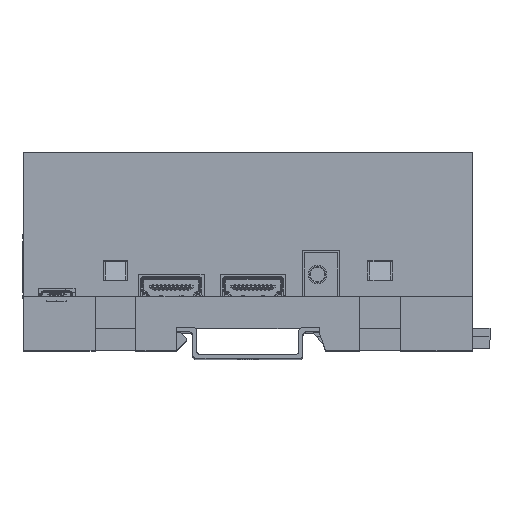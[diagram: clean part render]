
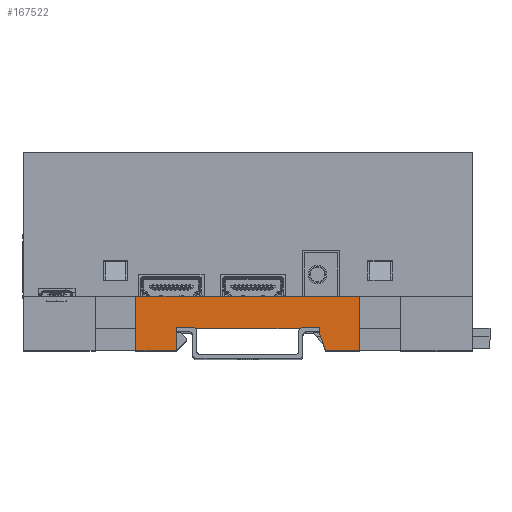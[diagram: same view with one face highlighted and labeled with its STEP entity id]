
A CAD part, top view. The second image highlights one B-rep face of the part: STEP entity #167522.
In plain terms, the highlighted face is planar.
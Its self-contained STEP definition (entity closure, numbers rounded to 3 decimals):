
#4037 = VECTOR ( 'NONE', #167417, 1000. ) ;
#6755 = CARTESIAN_POINT ( 'NONE',  ( 52.5, -10.25, 27.4 ) ) ;
#9683 = AXIS2_PLACEMENT_3D ( 'NONE', #62082, #90186, #48801 ) ;
#9853 = CARTESIAN_POINT ( 'NONE',  ( 52.5, 7., -27.4 ) ) ;
#10877 = VERTEX_POINT ( 'NONE', #94523 ) ;
#14109 = DIRECTION ( 'NONE',  ( 0., -0.949, -0.316 ) ) ;
#14686 = CARTESIAN_POINT ( 'NONE',  ( 52.5, 7., -55. ) ) ;
#15045 = EDGE_CURVE ( 'NONE', #137996, #138107, #104694, .T. ) ;
#15387 = LINE ( 'NONE', #6755, #96818 ) ;
#16123 = LINE ( 'NONE', #113877, #37587 ) ;
#17651 = VECTOR ( 'NONE', #84128, 1000. ) ;
#18686 = EDGE_CURVE ( 'NONE', #156536, #127434, #148949, .T. ) ;
#22088 = EDGE_CURVE ( 'NONE', #51275, #158456, #164428, .T. ) ;
#25634 = EDGE_CURVE ( 'NONE', #153399, #127434, #114207, .T. ) ;
#29504 = VERTEX_POINT ( 'NONE', #9853 ) ;
#37587 = VECTOR ( 'NONE', #118650, 1000. ) ;
#39143 = CARTESIAN_POINT ( 'NONE',  ( 52.5, -6.25, -27.4 ) ) ;
#39282 = EDGE_CURVE ( 'NONE', #10877, #153399, #16123, .T. ) ;
#40496 = DIRECTION ( 'NONE',  ( 0., -1., 0. ) ) ;
#41809 = VECTOR ( 'NONE', #149357, 1000. ) ;
#43226 = DIRECTION ( 'NONE',  ( 0., 1., 0. ) ) ;
#46576 = LINE ( 'NONE', #147370, #145146 ) ;
#48534 = EDGE_CURVE ( 'NONE', #156536, #51275, #46576, .T. ) ;
#48801 = DIRECTION ( 'NONE',  ( 0., 0., 1. ) ) ;
#51275 = VERTEX_POINT ( 'NONE', #88811 ) ;
#55802 = CARTESIAN_POINT ( 'NONE',  ( 52.5, 1.5, -17.5 ) ) ;
#62082 = CARTESIAN_POINT ( 'NONE',  ( 52.5, 7., -55. ) ) ;
#70210 = VECTOR ( 'NONE', #43226, 1000. ) ;
#73380 = LINE ( 'NONE', #14686, #17651 ) ;
#81860 = CARTESIAN_POINT ( 'NONE',  ( 52.5, -10.25, -27.4 ) ) ;
#83522 = CARTESIAN_POINT ( 'NONE',  ( 52.5, 7., -17.5 ) ) ;
#84128 = DIRECTION ( 'NONE',  ( 0., 0., -1. ) ) ;
#88168 = DIRECTION ( 'NONE',  ( 0., 1., 0. ) ) ;
#88359 = FACE_OUTER_BOUND ( 'NONE', #98579, .T. ) ;
#88811 = CARTESIAN_POINT ( 'NONE',  ( 52.5, 1.5, -17.5 ) ) ;
#90186 = DIRECTION ( 'NONE',  ( -1., 0., 0. ) ) ;
#90793 = LINE ( 'NONE', #81860, #161548 ) ;
#93047 = EDGE_CURVE ( 'NONE', #158456, #29504, #73380, .T. ) ;
#93814 = CARTESIAN_POINT ( 'NONE',  ( 52.5, 7., 19. ) ) ;
#94523 = CARTESIAN_POINT ( 'NONE',  ( 52.5, 7., 27.4 ) ) ;
#96681 = CARTESIAN_POINT ( 'NONE',  ( 52.5, -15.2, 11.6 ) ) ;
#96818 = VECTOR ( 'NONE', #88168, 1000. ) ;
#98579 = EDGE_LOOP ( 'NONE', ( #113097, #143894, #116978, #164144, #155076, #146767, #165244, #157986, #172053 ) ) ;
#104694 = LINE ( 'NONE', #114180, #4037 ) ;
#105505 = DIRECTION ( 'NONE',  ( 0., 0., -1. ) ) ;
#108880 = CARTESIAN_POINT ( 'NONE',  ( 52.5, 2.5, 17.5 ) ) ;
#113097 = ORIENTED_EDGE ( 'NONE', *, *, #15045, .F. ) ;
#113275 = CARTESIAN_POINT ( 'NONE',  ( 52.5, -6.25, 27.4 ) ) ;
#113877 = CARTESIAN_POINT ( 'NONE',  ( 52.5, 7., -55. ) ) ;
#114180 = CARTESIAN_POINT ( 'NONE',  ( 52.5, -6.25, 55. ) ) ;
#114207 = LINE ( 'NONE', #96681, #165515 ) ;
#116978 = ORIENTED_EDGE ( 'NONE', *, *, #93047, .F. ) ;
#118650 = DIRECTION ( 'NONE',  ( 0., 0., -1. ) ) ;
#118861 = PLANE ( 'NONE',  #9683 ) ;
#127434 = VERTEX_POINT ( 'NONE', #108880 ) ;
#137996 = VERTEX_POINT ( 'NONE', #39143 ) ;
#138107 = VERTEX_POINT ( 'NONE', #113275 ) ;
#143894 = ORIENTED_EDGE ( 'NONE', *, *, #146465, .F. ) ;
#145146 = VECTOR ( 'NONE', #105505, 1000. ) ;
#146465 = EDGE_CURVE ( 'NONE', #29504, #137996, #90793, .T. ) ;
#146767 = ORIENTED_EDGE ( 'NONE', *, *, #18686, .T. ) ;
#147370 = CARTESIAN_POINT ( 'NONE',  ( 52.5, 1.5, -17.5 ) ) ;
#148949 = LINE ( 'NONE', #163628, #41809 ) ;
#149357 = DIRECTION ( 'NONE',  ( 0., 1., 0. ) ) ;
#153399 = VERTEX_POINT ( 'NONE', #93814 ) ;
#155076 = ORIENTED_EDGE ( 'NONE', *, *, #48534, .F. ) ;
#156536 = VERTEX_POINT ( 'NONE', #165384 ) ;
#156687 = EDGE_CURVE ( 'NONE', #138107, #10877, #15387, .T. ) ;
#157986 = ORIENTED_EDGE ( 'NONE', *, *, #39282, .F. ) ;
#158456 = VERTEX_POINT ( 'NONE', #83522 ) ;
#161548 = VECTOR ( 'NONE', #40496, 1000. ) ;
#163628 = CARTESIAN_POINT ( 'NONE',  ( 52.5, 1.5, 17.5 ) ) ;
#164144 = ORIENTED_EDGE ( 'NONE', *, *, #22088, .F. ) ;
#164428 = LINE ( 'NONE', #55802, #70210 ) ;
#165244 = ORIENTED_EDGE ( 'NONE', *, *, #25634, .F. ) ;
#165384 = CARTESIAN_POINT ( 'NONE',  ( 52.5, 1.5, 17.5 ) ) ;
#165515 = VECTOR ( 'NONE', #14109, 1000. ) ;
#167417 = DIRECTION ( 'NONE',  ( 0., 0., 1. ) ) ;
#167522 = ADVANCED_FACE ( 'NONE', ( #88359 ), #118861, .F. ) ;
#172053 = ORIENTED_EDGE ( 'NONE', *, *, #156687, .F. ) ;
